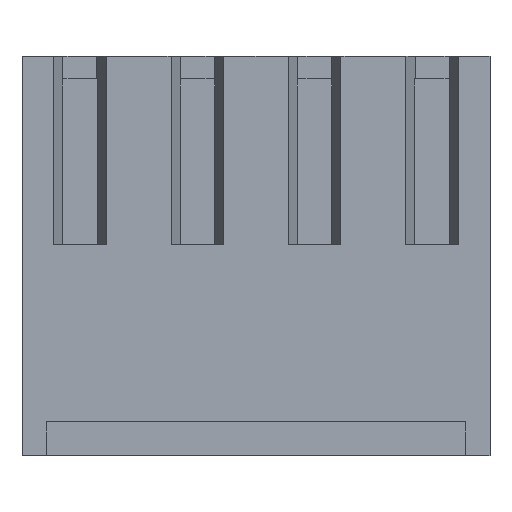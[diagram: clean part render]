
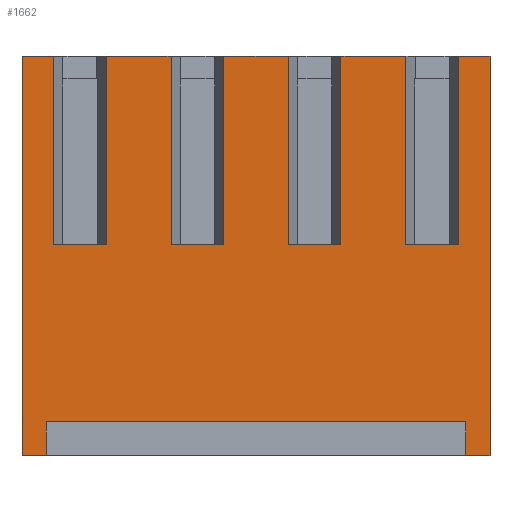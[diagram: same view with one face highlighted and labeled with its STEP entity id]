
A CAD part, front view. The second image highlights one B-rep face of the part: STEP entity #1662.
In plain terms, the highlighted planar face has unit normal (0, -1, 0).
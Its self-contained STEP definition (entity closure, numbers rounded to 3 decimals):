
#1068=CARTESIAN_POINT('',(0.0,0.0,-13.462));
#1069=VERTEX_POINT('',#1068);
#1070=CARTESIAN_POINT('',(0.0,0.0,0.0));
#1071=VERTEX_POINT('',#1070);
#1072=CARTESIAN_POINT('',(0.0,0.0,0.0));
#1073=DIRECTION('',(0.0,0.0,1.0));
#1074=VECTOR('',#1073,1.0);
#1075=LINE('',#1072,#1074);
#1076=EDGE_CURVE('n� 57',#1069,#1071,#1075,.T.);
#1140=CARTESIAN_POINT('',(14.714,0.0,0.0));
#1141=VERTEX_POINT('',#1140);
#1148=CARTESIAN_POINT('',(15.78,0.0,0.0));
#1149=VERTEX_POINT('',#1148);
#1150=CARTESIAN_POINT('',(0.0,0.0,0.0));
#1151=DIRECTION('',(1.0,0.0,0.0));
#1152=VECTOR('',#1151,1.0);
#1153=LINE('',#1150,#1152);
#1154=EDGE_CURVE('n� 2644',#1141,#1149,#1153,.T.);
#1194=CARTESIAN_POINT('',(1.066,0.0,0.0));
#1195=VERTEX_POINT('',#1194);
#1196=CARTESIAN_POINT('',(0.0,0.0,0.0));
#1197=DIRECTION('',(1.0,0.0,0.0));
#1198=VECTOR('',#1197,1.0);
#1199=LINE('',#1196,#1198);
#1200=EDGE_CURVE('n� 53',#1071,#1195,#1199,.T.);
#1209=CARTESIAN_POINT('',(2.834,0.0,0.0));
#1210=VERTEX_POINT('',#1209);
#1217=CARTESIAN_POINT('',(5.026,0.0,0.0));
#1218=VERTEX_POINT('',#1217);
#1219=CARTESIAN_POINT('',(0.0,0.0,0.0));
#1220=DIRECTION('',(1.0,0.0,0.0));
#1221=VECTOR('',#1220,1.0);
#1222=LINE('',#1219,#1221);
#1223=EDGE_CURVE('n� 1640',#1210,#1218,#1222,.T.);
#1232=CARTESIAN_POINT('',(6.794,0.0,0.0));
#1233=VERTEX_POINT('',#1232);
#1240=CARTESIAN_POINT('',(8.986,0.0,0.0));
#1241=VERTEX_POINT('',#1240);
#1242=CARTESIAN_POINT('',(0.0,0.0,0.0));
#1243=DIRECTION('',(1.0,0.0,0.0));
#1244=VECTOR('',#1243,1.0);
#1245=LINE('',#1242,#1244);
#1246=EDGE_CURVE('n� 2178',#1233,#1241,#1245,.T.);
#1255=CARTESIAN_POINT('',(10.754,0.0,0.0));
#1256=VERTEX_POINT('',#1255);
#1263=CARTESIAN_POINT('',(12.946,0.0,0.0));
#1264=VERTEX_POINT('',#1263);
#1265=CARTESIAN_POINT('',(0.0,0.0,0.0));
#1266=DIRECTION('',(1.0,0.0,0.0));
#1267=VECTOR('',#1266,1.0);
#1268=LINE('',#1265,#1267);
#1269=EDGE_CURVE('n� 2411',#1256,#1264,#1268,.T.);
#1285=CARTESIAN_POINT('',(15.78,0.0,-13.462));
#1286=VERTEX_POINT('',#1285);
#1287=CARTESIAN_POINT('',(15.78,0.0,0.0));
#1288=DIRECTION('',(0.0,0.0,-1.0));
#1289=VECTOR('',#1288,1.0);
#1290=LINE('',#1287,#1289);
#1291=EDGE_CURVE('n� 49',#1149,#1286,#1290,.T.);
#1459=CARTESIAN_POINT('',(14.967,0.0,-13.462));
#1460=VERTEX_POINT('',#1459);
#1461=CARTESIAN_POINT('',(0.0,0.0,-13.462));
#1462=DIRECTION('',(-1.0,0.0,0.0));
#1463=VECTOR('',#1462,1.0);
#1464=LINE('',#1461,#1463);
#1465=EDGE_CURVE('n� 45',#1286,#1460,#1464,.T.);
#1483=CARTESIAN_POINT('',(0.813,0.0,-13.462));
#1484=VERTEX_POINT('',#1483);
#1491=CARTESIAN_POINT('',(0.0,0.0,-13.462));
#1492=DIRECTION('',(-1.0,0.0,0.0));
#1493=VECTOR('',#1492,1.0);
#1494=LINE('',#1491,#1493);
#1495=EDGE_CURVE('n� 3606',#1484,#1069,#1494,.T.);
#1536=CARTESIAN_POINT('',(0.813,0.0,-12.319));
#1537=VERTEX_POINT('',#1536);
#1538=CARTESIAN_POINT('',(0.813,0.0,-13.462));
#1539=DIRECTION('',(0.0,0.0,-1.0));
#1540=VECTOR('',#1539,1.0);
#1541=LINE('',#1538,#1540);
#1542=EDGE_CURVE('n� 3622',#1537,#1484,#1541,.T.);
#1543=ORIENTED_EDGE('',*,*,#1542,.F.);
#1544=CARTESIAN_POINT('',(14.967,0.0,-12.319));
#1545=VERTEX_POINT('',#1544);
#1546=CARTESIAN_POINT('',(0.813,0.0,-12.319));
#1547=DIRECTION('',(-1.0,0.0,0.0));
#1548=VECTOR('',#1547,1.0);
#1549=LINE('',#1546,#1548);
#1550=EDGE_CURVE('n� 3634',#1545,#1537,#1549,.T.);
#1551=ORIENTED_EDGE('',*,*,#1550,.F.);
#1552=CARTESIAN_POINT('',(14.967,0.0,-13.462));
#1553=DIRECTION('',(0.0,0.0,1.0));
#1554=VECTOR('',#1553,1.0);
#1555=LINE('',#1552,#1554);
#1556=EDGE_CURVE('n� 3630',#1460,#1545,#1555,.T.);
#1557=ORIENTED_EDGE('',*,*,#1556,.F.);
#1558=ORIENTED_EDGE('',*,*,#1465,.F.);
#1559=ORIENTED_EDGE('',*,*,#1291,.F.);
#1560=ORIENTED_EDGE('',*,*,#1154,.F.);
#1561=CARTESIAN_POINT('',(14.714,0.0,-6.35));
#1562=VERTEX_POINT('',#1561);
#1563=CARTESIAN_POINT('',(14.714,0.0,-6.35));
#1564=DIRECTION('',(0.0,0.0,1.0));
#1565=VECTOR('',#1564,1.0);
#1566=LINE('',#1563,#1565);
#1567=EDGE_CURVE('n� 2687',#1562,#1141,#1566,.T.);
#1568=ORIENTED_EDGE('',*,*,#1567,.F.);
#1569=CARTESIAN_POINT('',(12.946,0.0,-6.35));
#1570=VERTEX_POINT('',#1569);
#1571=CARTESIAN_POINT('',(12.946,0.0,-6.35));
#1572=DIRECTION('',(1.0,0.0,0.0));
#1573=VECTOR('',#1572,1.0);
#1574=LINE('',#1571,#1573);
#1575=EDGE_CURVE('n� 2684',#1570,#1562,#1574,.T.);
#1576=ORIENTED_EDGE('',*,*,#1575,.F.);
#1577=CARTESIAN_POINT('',(12.946,0.0,-6.35));
#1578=DIRECTION('',(0.0,0.0,1.0));
#1579=VECTOR('',#1578,1.0);
#1580=LINE('',#1577,#1579);
#1581=EDGE_CURVE('n� 2691',#1570,#1264,#1580,.T.);
#1582=ORIENTED_EDGE('',*,*,#1581,.T.);
#1583=ORIENTED_EDGE('',*,*,#1269,.F.);
#1584=CARTESIAN_POINT('',(10.754,0.0,-6.35));
#1585=VERTEX_POINT('',#1584);
#1586=CARTESIAN_POINT('',(10.754,0.0,-6.35));
#1587=DIRECTION('',(0.0,0.0,1.0));
#1588=VECTOR('',#1587,1.0);
#1589=LINE('',#1586,#1588);
#1590=EDGE_CURVE('n� 2454',#1585,#1256,#1589,.T.);
#1591=ORIENTED_EDGE('',*,*,#1590,.F.);
#1592=CARTESIAN_POINT('',(8.986,0.0,-6.35));
#1593=VERTEX_POINT('',#1592);
#1594=CARTESIAN_POINT('',(8.986,0.0,-6.35));
#1595=DIRECTION('',(1.0,0.0,0.0));
#1596=VECTOR('',#1595,1.0);
#1597=LINE('',#1594,#1596);
#1598=EDGE_CURVE('n� 2451',#1593,#1585,#1597,.T.);
#1599=ORIENTED_EDGE('',*,*,#1598,.F.);
#1600=CARTESIAN_POINT('',(8.986,0.0,-6.35));
#1601=DIRECTION('',(0.0,0.0,1.0));
#1602=VECTOR('',#1601,1.0);
#1603=LINE('',#1600,#1602);
#1604=EDGE_CURVE('n� 2458',#1593,#1241,#1603,.T.);
#1605=ORIENTED_EDGE('',*,*,#1604,.T.);
#1606=ORIENTED_EDGE('',*,*,#1246,.F.);
#1607=CARTESIAN_POINT('',(6.794,0.0,-6.35));
#1608=VERTEX_POINT('',#1607);
#1609=CARTESIAN_POINT('',(6.794,0.0,-6.35));
#1610=DIRECTION('',(0.0,0.0,1.0));
#1611=VECTOR('',#1610,1.0);
#1612=LINE('',#1609,#1611);
#1613=EDGE_CURVE('n� 2221',#1608,#1233,#1612,.T.);
#1614=ORIENTED_EDGE('',*,*,#1613,.F.);
#1615=CARTESIAN_POINT('',(5.026,0.0,-6.35));
#1616=VERTEX_POINT('',#1615);
#1617=CARTESIAN_POINT('',(5.026,0.0,-6.35));
#1618=DIRECTION('',(1.0,0.0,0.0));
#1619=VECTOR('',#1618,1.0);
#1620=LINE('',#1617,#1619);
#1621=EDGE_CURVE('n� 2218',#1616,#1608,#1620,.T.);
#1622=ORIENTED_EDGE('',*,*,#1621,.F.);
#1623=CARTESIAN_POINT('',(5.026,0.0,-6.35));
#1624=DIRECTION('',(0.0,0.0,1.0));
#1625=VECTOR('',#1624,1.0);
#1626=LINE('',#1623,#1625);
#1627=EDGE_CURVE('n� 2225',#1616,#1218,#1626,.T.);
#1628=ORIENTED_EDGE('',*,*,#1627,.T.);
#1629=ORIENTED_EDGE('',*,*,#1223,.F.);
#1630=CARTESIAN_POINT('',(2.834,0.0,-6.35));
#1631=VERTEX_POINT('',#1630);
#1632=CARTESIAN_POINT('',(2.834,0.0,-6.35));
#1633=DIRECTION('',(0.0,0.0,1.0));
#1634=VECTOR('',#1633,1.0);
#1635=LINE('',#1632,#1634);
#1636=EDGE_CURVE('n� 1683',#1631,#1210,#1635,.T.);
#1637=ORIENTED_EDGE('',*,*,#1636,.F.);
#1638=CARTESIAN_POINT('',(1.066,0.0,-6.35));
#1639=VERTEX_POINT('',#1638);
#1640=CARTESIAN_POINT('',(1.066,0.0,-6.35));
#1641=DIRECTION('',(1.0,0.0,0.0));
#1642=VECTOR('',#1641,1.0);
#1643=LINE('',#1640,#1642);
#1644=EDGE_CURVE('n� 1680',#1639,#1631,#1643,.T.);
#1645=ORIENTED_EDGE('',*,*,#1644,.F.);
#1646=CARTESIAN_POINT('',(1.066,0.0,-6.35));
#1647=DIRECTION('',(0.0,0.0,1.0));
#1648=VECTOR('',#1647,1.0);
#1649=LINE('',#1646,#1648);
#1650=EDGE_CURVE('n� 1687',#1639,#1195,#1649,.T.);
#1651=ORIENTED_EDGE('',*,*,#1650,.T.);
#1652=ORIENTED_EDGE('',*,*,#1200,.F.);
#1653=ORIENTED_EDGE('',*,*,#1076,.F.);
#1654=ORIENTED_EDGE('',*,*,#1495,.F.);
#1655=EDGE_LOOP('',(
    #1543,#1551,#1557,#1558,#1559,#1560,#1568,#1576,#1582,#1583,
    #1591,#1599,#1605,#1606,#1614,#1622,#1628,#1629,#1637,#1645,
    #1651,#1652,#1653,#1654));
#1656=FACE_OUTER_BOUND('',#1655,.T.);
#1657=CARTESIAN_POINT('',(0.0,0.0,-13.462));
#1658=DIRECTION('',(0.0,-1.0,0.0));
#1659=DIRECTION('',(0.0,0.0,-1.0));
#1660=AXIS2_PLACEMENT_3D('',#1657,#1658,#1659);
#1661=PLANE('',#1660);
#1662=ADVANCED_FACE('n� 43',(#1656),#1661,.T.);
